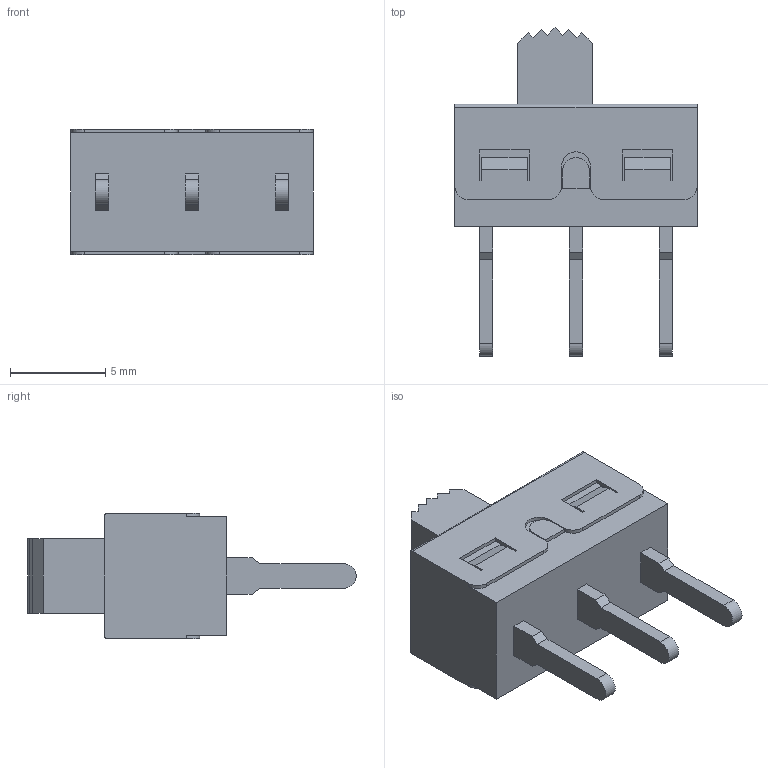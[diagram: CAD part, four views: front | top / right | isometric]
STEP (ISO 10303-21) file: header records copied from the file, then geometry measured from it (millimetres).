
FILE_DESCRIPTION (( 'STEP AP214' ), '1' );
FILE_NAME ('Same_Sky_SLW-1276864-4A-D.step', '2025-09-05T21:25:57', ( '' ), ( '' ), 'SwSTEP 2.0', 'SolidWorks 2025', '' );
FILE_SCHEMA (( 'AUTOMOTIVE_DESIGN' ));
Length unit declared in the file: millimetre
Products named in the file (1): Same_Sky_SLW-1276864-4A-D
Bounding box: 12.7 x 17.2 x 6.6 mm (x, y, z)
Volume: 599.6 mm3; surface area: 573.6 mm2
Topology: 1 solids, 1 shells, 121 faces, 325 edges, 216 vertices
Faces by surface type: plane 104, cylinder 17
Entity records: 3760 total; most frequent: CARTESIAN_POINT 663, ORIENTED_EDGE 650, DIRECTION 603, EDGE_CURVE 325, VECTOR 291, LINE 291, VERTEX_POINT 216, AXIS2_PLACEMENT_3D 156
